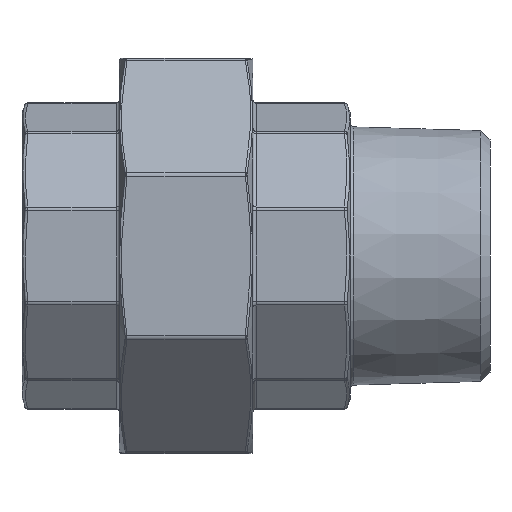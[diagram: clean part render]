
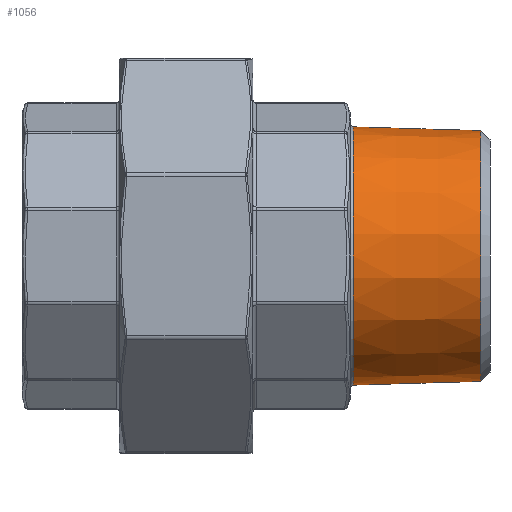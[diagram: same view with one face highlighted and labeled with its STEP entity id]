
A CAD part, front view. The second image highlights one B-rep face of the part: STEP entity #1056.
In plain terms, the highlighted conical face has half-angle 1.668 degrees and reference radius 20.955 mm.
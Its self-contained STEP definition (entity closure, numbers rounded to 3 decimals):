
#236 = VERTEX_POINT ( 'NONE', #19337 ) ;
#1056 = ADVANCED_FACE ( 'NONE', ( #7412, #16663 ), #14608, .T. ) ;
#2157 = CIRCLE ( 'NONE', #15116, 21.241 ) ;
#3303 = CARTESIAN_POINT ( 'NONE',  ( 46.476, 0., 0. ) ) ;
#3522 = ORIENTED_EDGE ( 'NONE', *, *, #6191, .T. ) ;
#3839 = ORIENTED_EDGE ( 'NONE', *, *, #19052, .T. ) ;
#3845 = AXIS2_PLACEMENT_3D ( 'NONE', #3303, #9680, #8104 ) ;
#4099 = CARTESIAN_POINT ( 'NONE',  ( 35.3, 0., 0. ) ) ;
#4287 = DIRECTION ( 'NONE',  ( -1., 0., 0. ) ) ;
#6191 = EDGE_CURVE ( 'NONE', #236, #236, #11845, .T. ) ;
#7412 = FACE_OUTER_BOUND ( 'NONE', #16998, .T. ) ;
#7636 = AXIS2_PLACEMENT_3D ( 'NONE', #4099, #4287, #13477 ) ;
#8104 = DIRECTION ( 'NONE',  ( 0., 0., 1. ) ) ;
#9193 = CARTESIAN_POINT ( 'NONE',  ( 25.485, 0., 21.241 ) ) ;
#9680 = DIRECTION ( 'NONE',  ( -1., 0., 0. ) ) ;
#10756 = DIRECTION ( 'NONE',  ( 0., 0., 1. ) ) ;
#11845 = CIRCLE ( 'NONE', #3845, 20.629 ) ;
#12055 = EDGE_LOOP ( 'NONE', ( #3522 ) ) ;
#12312 = CARTESIAN_POINT ( 'NONE',  ( 25.485, 0., 0. ) ) ;
#13477 = DIRECTION ( 'NONE',  ( 0., 0., 1. ) ) ;
#14608 = CONICAL_SURFACE ( 'NONE', #7636, 20.955, 0.029 ) ;
#15116 = AXIS2_PLACEMENT_3D ( 'NONE', #12312, #20603, #10756 ) ;
#16663 = FACE_BOUND ( 'NONE', #12055, .T. ) ;
#16998 = EDGE_LOOP ( 'NONE', ( #3839 ) ) ;
#17088 = VERTEX_POINT ( 'NONE', #9193 ) ;
#19052 = EDGE_CURVE ( 'NONE', #17088, #17088, #2157, .T. ) ;
#19337 = CARTESIAN_POINT ( 'NONE',  ( 46.476, 0., 20.629 ) ) ;
#20603 = DIRECTION ( 'NONE',  ( 1., 0., 0. ) ) ;
